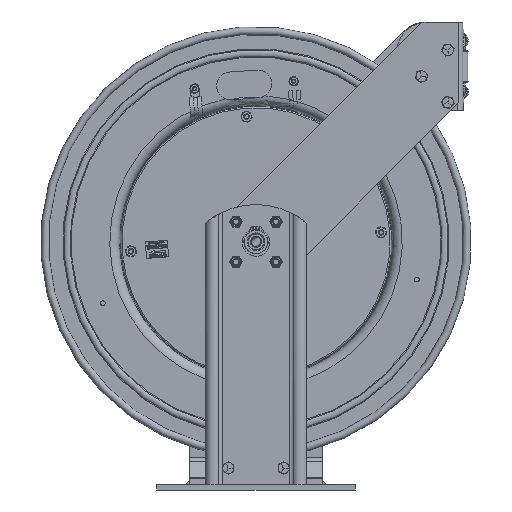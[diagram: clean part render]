
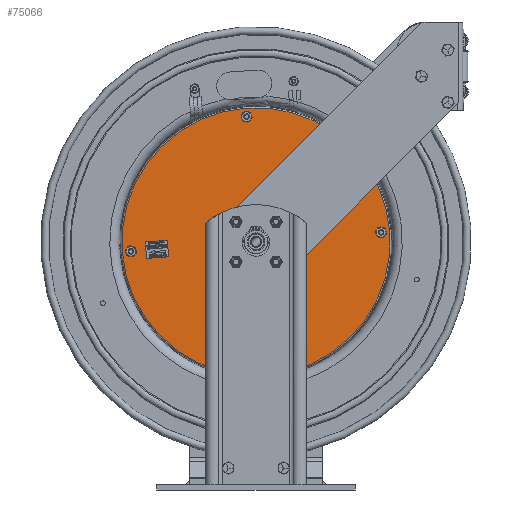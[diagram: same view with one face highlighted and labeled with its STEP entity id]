
A CAD part, front view. The second image highlights one B-rep face of the part: STEP entity #75066.
In plain terms, the highlighted planar face has unit normal (0, -1, 0).
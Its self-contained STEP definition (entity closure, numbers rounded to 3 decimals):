
#3741=FACE_BOUND('',#13286,.T.);
#3742=FACE_BOUND('',#13287,.T.);
#3743=FACE_BOUND('',#13288,.T.);
#3744=FACE_BOUND('',#13289,.T.);
#3745=FACE_BOUND('',#13290,.T.);
#6584=CIRCLE('',#80475,6.078);
#6585=CIRCLE('',#80476,0.655);
#6586=CIRCLE('',#80477,0.14);
#6587=CIRCLE('',#80478,0.14);
#6588=CIRCLE('',#80479,0.14);
#6589=CIRCLE('',#80480,0.14);
#10100=FACE_OUTER_BOUND('',#13285,.T.);
#13285=EDGE_LOOP('',(#63737));
#13286=EDGE_LOOP('',(#63738));
#13287=EDGE_LOOP('',(#63739));
#13288=EDGE_LOOP('',(#63740));
#13289=EDGE_LOOP('',(#63741));
#13290=EDGE_LOOP('',(#63742));
#34600=VERTEX_POINT('',#127864);
#34601=VERTEX_POINT('',#127866);
#34602=VERTEX_POINT('',#127868);
#34603=VERTEX_POINT('',#127870);
#34604=VERTEX_POINT('',#127872);
#34605=VERTEX_POINT('',#127874);
#46647=EDGE_CURVE('',#34600,#34600,#6584,.T.);
#46648=EDGE_CURVE('',#34601,#34601,#6585,.T.);
#46649=EDGE_CURVE('',#34602,#34602,#6586,.T.);
#46650=EDGE_CURVE('',#34603,#34603,#6587,.T.);
#46651=EDGE_CURVE('',#34604,#34604,#6588,.T.);
#46652=EDGE_CURVE('',#34605,#34605,#6589,.T.);
#63737=ORIENTED_EDGE('',*,*,#46647,.F.);
#63738=ORIENTED_EDGE('',*,*,#46648,.T.);
#63739=ORIENTED_EDGE('',*,*,#46649,.T.);
#63740=ORIENTED_EDGE('',*,*,#46650,.T.);
#63741=ORIENTED_EDGE('',*,*,#46651,.T.);
#63742=ORIENTED_EDGE('',*,*,#46652,.T.);
#69516=PLANE('',#80474);
#75066=ADVANCED_FACE('',(#10100,#3741,#3742,#3743,#3744,#3745),#69516,.T.);
#80474=AXIS2_PLACEMENT_3D('',#127863,#94742,#94743);
#80475=AXIS2_PLACEMENT_3D('',#127865,#94744,#94745);
#80476=AXIS2_PLACEMENT_3D('',#127867,#94746,#94747);
#80477=AXIS2_PLACEMENT_3D('',#127869,#94748,#94749);
#80478=AXIS2_PLACEMENT_3D('',#127871,#94750,#94751);
#80479=AXIS2_PLACEMENT_3D('',#127873,#94752,#94753);
#80480=AXIS2_PLACEMENT_3D('',#127875,#94754,#94755);
#94742=DIRECTION('center_axis',(0.,-1.,0.));
#94743=DIRECTION('ref_axis',(-0.997,0.,-0.075));
#94744=DIRECTION('center_axis',(0.,1.,0.));
#94745=DIRECTION('ref_axis',(-0.997,0.,-0.075));
#94746=DIRECTION('center_axis',(0.,1.,0.));
#94747=DIRECTION('ref_axis',(0.997,0.,0.075));
#94748=DIRECTION('center_axis',(0.,1.,0.));
#94749=DIRECTION('ref_axis',(-0.997,0.,-0.075));
#94750=DIRECTION('center_axis',(0.,1.,0.));
#94751=DIRECTION('ref_axis',(-0.997,0.,-0.075));
#94752=DIRECTION('center_axis',(0.,1.,0.));
#94753=DIRECTION('ref_axis',(-0.997,0.,-0.075));
#94754=DIRECTION('center_axis',(0.,1.,0.));
#94755=DIRECTION('ref_axis',(-0.997,0.,-0.075));
#127863=CARTESIAN_POINT('Origin',(70.92,39.842,-89.837));
#127864=CARTESIAN_POINT('',(76.981,39.842,-89.379));
#127865=CARTESIAN_POINT('Origin',(70.92,39.842,-89.837));
#127866=CARTESIAN_POINT('',(70.267,39.842,-89.886));
#127867=CARTESIAN_POINT('Origin',(70.92,39.842,-89.837));
#127868=CARTESIAN_POINT('',(65.109,39.842,-90.276));
#127869=CARTESIAN_POINT('Origin',(65.249,39.842,-90.265));
#127870=CARTESIAN_POINT('',(76.452,39.842,-89.419));
#127871=CARTESIAN_POINT('Origin',(76.592,39.842,-89.408));
#127872=CARTESIAN_POINT('',(71.209,39.842,-95.518));
#127873=CARTESIAN_POINT('Origin',(71.349,39.842,-95.508));
#127874=CARTESIAN_POINT('',(70.352,39.842,-84.176));
#127875=CARTESIAN_POINT('Origin',(70.492,39.842,-84.165));
